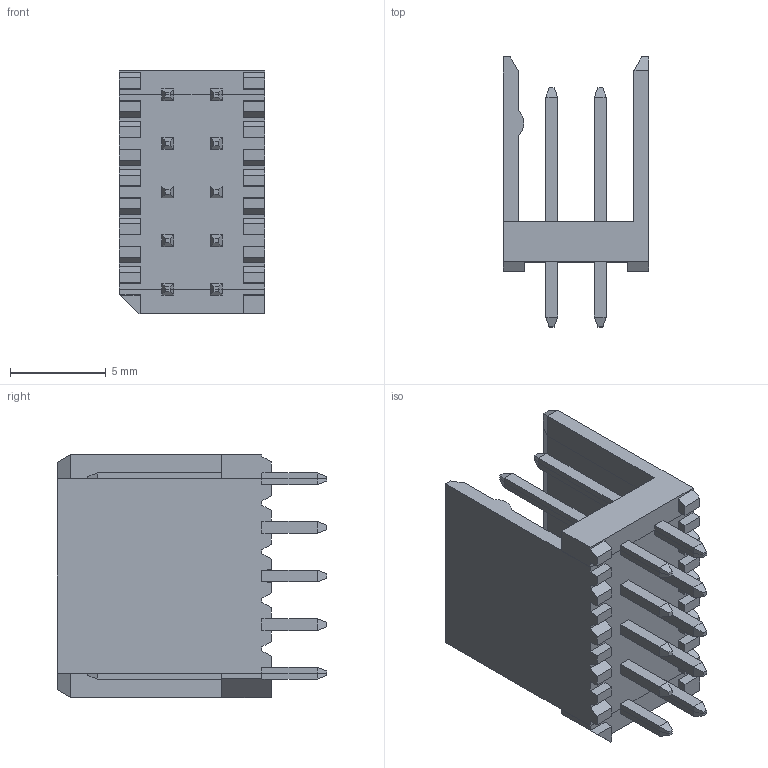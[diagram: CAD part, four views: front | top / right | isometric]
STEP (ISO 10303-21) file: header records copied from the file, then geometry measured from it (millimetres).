
FILE_DESCRIPTION( ( 'Unknown' ), '1' );
FILE_NAME( '66101021622.stp', 'Unknown', ( 'Unknown' ), ( 'Unknown' ), 'PSStep 17.0.49', 'Unknown', ' ' );
FILE_SCHEMA( ( 'AUTOMOTIVE_DESIGN { 1 0 10303 214 1 1 1 1 }' ) );
Length unit declared in the file: millimetre
Products named in the file (4): Assem1; 47518481_04_12_440_SX; 47518481_04_12_440_DX; 47518481_04_12_440_CNT
Assembly tree (3 placements, depth 2):
  Assem1
    47518481_04_12_440_SX
    47518481_04_12_440_DX
    47518481_04_12_440_CNT
Bounding box: 7.6 x 14.1 x 12.7 mm (x, y, z)
Volume: 399.3 mm3; surface area: 1106.9 mm2
Topology: 3 solids, 3 shells, 333 faces, 863 edges, 548 vertices
Faces by surface type: plane 332, cylinder 1
Entity records: 12577 total; most frequent: CARTESIAN_POINT 1748, ORIENTED_EDGE 1726, DIRECTION 1539, EDGE_CURVE 863, LINE 861, VECTOR 861, VERTEX_POINT 548, EDGE_LOOP 345
